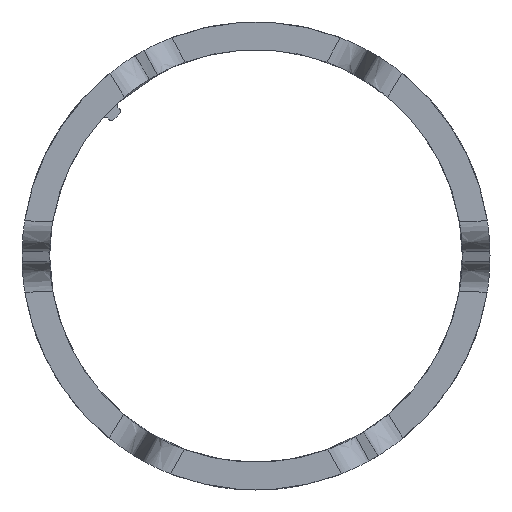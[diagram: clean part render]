
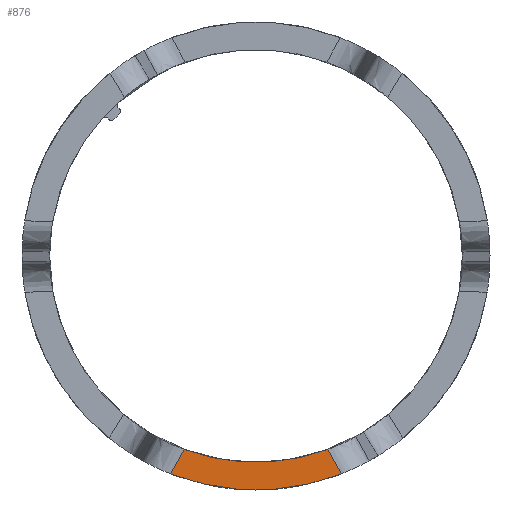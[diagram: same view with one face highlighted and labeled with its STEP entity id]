
A CAD part, left-side view. The second image highlights one B-rep face of the part: STEP entity #876.
In plain terms, the highlighted planar face has unit normal (-1, 0, 0).
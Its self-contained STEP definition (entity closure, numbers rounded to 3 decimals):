
#63 = CARTESIAN_POINT ( 'NONE',  ( -58., -11.76, -31.624 ) ) ;
#188 = CARTESIAN_POINT ( 'NONE',  ( -58., 11.945, -31.959 ) ) ;
#202 = CARTESIAN_POINT ( 'NONE',  ( -58., 12.266, -32.542 ) ) ;
#217 = CARTESIAN_POINT ( 'NONE',  ( -58., 13.594, -34.947 ) ) ;
#230 = CARTESIAN_POINT ( 'NONE',  ( -58., 13.093, -34.04 ) ) ;
#270 = CARTESIAN_POINT ( 'NONE',  ( -58., 0., 0. ) ) ;
#342 = CARTESIAN_POINT ( 'NONE',  ( -58., 0., 0. ) ) ;
#435 = ORIENTED_EDGE ( 'NONE', *, *, #701, .F. ) ;
#448 = CARTESIAN_POINT ( 'NONE',  ( -58., 12.588, -33.125 ) ) ;
#452 = CARTESIAN_POINT ( 'NONE',  ( -58., -11.667, -31.456 ) ) ;
#478 = CARTESIAN_POINT ( 'NONE',  ( -58., -13.728, -35.191 ) ) ;
#517 = DIRECTION ( 'NONE',  ( 0., 0., 1. ) ) ;
#538 = CARTESIAN_POINT ( 'NONE',  ( -58., -13.863, -35.435 ) ) ;
#681 = ORIENTED_EDGE ( 'NONE', *, *, #1112, .T. ) ;
#701 = EDGE_CURVE ( 'NONE', #2690, #1834, #2657, .T. ) ;
#738 = CARTESIAN_POINT ( 'NONE',  ( -58., -13.594, -34.947 ) ) ;
#799 = DIRECTION ( 'NONE',  ( -1., 0., 0. ) ) ;
#826 = EDGE_LOOP ( 'NONE', ( #681, #2767, #435, #2283 ) ) ;
#850 = CARTESIAN_POINT ( 'NONE',  ( -58., 13.863, -35.435 ) ) ;
#876 = ADVANCED_FACE ( 'NONE', ( #1682 ), #990, .T. ) ;
#982 = EDGE_CURVE ( 'NONE', #2690, #1880, #1744, .T. ) ;
#990 = PLANE ( 'NONE',  #2565 ) ;
#1030 = AXIS2_PLACEMENT_3D ( 'NONE', #2363, #799, #1192 ) ;
#1058 = CARTESIAN_POINT ( 'NONE',  ( -58., -11.667, -31.456 ) ) ;
#1111 = CARTESIAN_POINT ( 'NONE',  ( -58., 13.863, -35.435 ) ) ;
#1112 = EDGE_CURVE ( 'NONE', #1880, #1558, #1538, .T. ) ;
#1131 = CARTESIAN_POINT ( 'NONE',  ( -58., -12.909, -33.707 ) ) ;
#1192 = DIRECTION ( 'NONE',  ( 0., 0., 1. ) ) ;
#1325 = CARTESIAN_POINT ( 'NONE',  ( -58., 11.667, -31.456 ) ) ;
#1351 = CARTESIAN_POINT ( 'NONE',  ( -58., -13.459, -34.703 ) ) ;
#1538 = CIRCLE ( 'NONE', #2281, 38.05 ) ;
#1558 = VERTEX_POINT ( 'NONE', #538 ) ;
#1584 = CARTESIAN_POINT ( 'NONE',  ( -58., -13.093, -34.039 ) ) ;
#1682 = FACE_OUTER_BOUND ( 'NONE', #826, .T. ) ;
#1744 = B_SPLINE_CURVE_WITH_KNOTS ( 'NONE', 3,
 ( #2405, #1758, #2176, #188, #202, #448, #1972, #230, #1940, #2832, #217, #2591, #850 ),
 .UNSPECIFIED., .F., .F.,
 ( 4, 3, 3, 3, 4 ),
 ( 0., 0.001, 0.003, 0.004, 0.005 ),
 .UNSPECIFIED. ) ;
#1758 = CARTESIAN_POINT ( 'NONE',  ( -58., 11.76, -31.624 ) ) ;
#1832 = DIRECTION ( 'NONE',  ( -1., 0., 0. ) ) ;
#1834 = VERTEX_POINT ( 'NONE', #1058 ) ;
#1880 = VERTEX_POINT ( 'NONE', #1111 ) ;
#1940 = CARTESIAN_POINT ( 'NONE',  ( -58., 13.276, -34.372 ) ) ;
#1972 = CARTESIAN_POINT ( 'NONE',  ( -58., 12.91, -33.707 ) ) ;
#2003 = CARTESIAN_POINT ( 'NONE',  ( -58., -13.863, -35.435 ) ) ;
#2033 = CARTESIAN_POINT ( 'NONE',  ( -58., -11.852, -31.791 ) ) ;
#2176 = CARTESIAN_POINT ( 'NONE',  ( -58., 11.852, -31.791 ) ) ;
#2239 = CARTESIAN_POINT ( 'NONE',  ( -58., -13.276, -34.371 ) ) ;
#2254 = CARTESIAN_POINT ( 'NONE',  ( -58., -11.945, -31.959 ) ) ;
#2267 = CARTESIAN_POINT ( 'NONE',  ( -58., -12.588, -33.124 ) ) ;
#2281 = AXIS2_PLACEMENT_3D ( 'NONE', #270, #1832, #517 ) ;
#2283 = ORIENTED_EDGE ( 'NONE', *, *, #982, .T. ) ;
#2363 = CARTESIAN_POINT ( 'NONE',  ( -58., 0., 0. ) ) ;
#2383 = B_SPLINE_CURVE_WITH_KNOTS ( 'NONE', 3,
 ( #2003, #478, #738, #1351, #2239, #1584, #1131, #2267, #2475, #2254, #2033, #63, #452 ),
 .UNSPECIFIED., .F., .F.,
 ( 4, 3, 3, 3, 4 ),
 ( 0., 0.001, 0.002, 0.004, 0.005 ),
 .UNSPECIFIED. ) ;
#2405 = CARTESIAN_POINT ( 'NONE',  ( -58., 11.667, -31.456 ) ) ;
#2475 = CARTESIAN_POINT ( 'NONE',  ( -58., -12.266, -32.541 ) ) ;
#2565 = AXIS2_PLACEMENT_3D ( 'NONE', #342, #2576, #2789 ) ;
#2576 = DIRECTION ( 'NONE',  ( -1., 0., 0. ) ) ;
#2591 = CARTESIAN_POINT ( 'NONE',  ( -58., 13.728, -35.191 ) ) ;
#2657 = CIRCLE ( 'NONE', #1030, 33.55 ) ;
#2687 = EDGE_CURVE ( 'NONE', #1558, #1834, #2383, .T. ) ;
#2690 = VERTEX_POINT ( 'NONE', #1325 ) ;
#2767 = ORIENTED_EDGE ( 'NONE', *, *, #2687, .T. ) ;
#2789 = DIRECTION ( 'NONE',  ( 0., 0., 1. ) ) ;
#2832 = CARTESIAN_POINT ( 'NONE',  ( -58., 13.46, -34.704 ) ) ;
